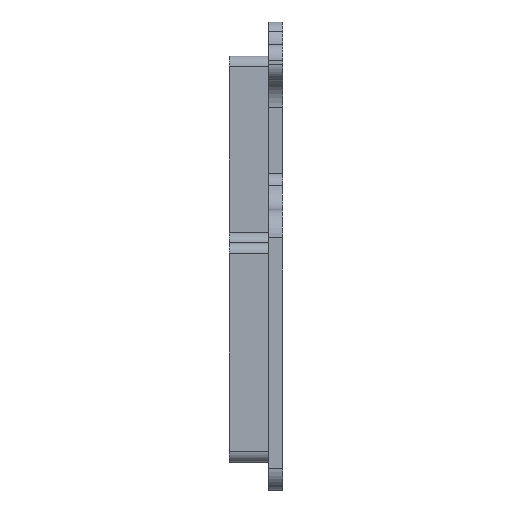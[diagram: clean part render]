
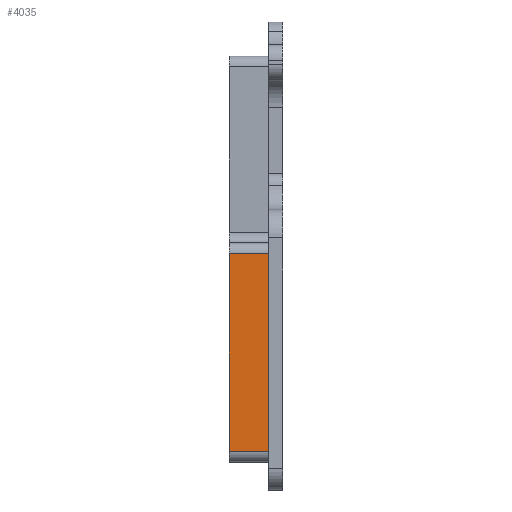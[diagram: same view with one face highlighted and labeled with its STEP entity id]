
A CAD part, left-side view. The second image highlights one B-rep face of the part: STEP entity #4035.
In plain terms, the highlighted planar face has unit normal (-1, 0, 0).
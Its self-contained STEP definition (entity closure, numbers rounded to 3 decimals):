
#164 = PLANE ( 'NONE',  #555 ) ;
#418 = LINE ( 'NONE', #954, #1186 ) ;
#440 = VECTOR ( 'NONE', #5646, 1000. ) ;
#475 = CARTESIAN_POINT ( 'NONE',  ( -44.798, -7.944, 15.362 ) ) ;
#482 = DIRECTION ( 'NONE',  ( 0., 0., -1. ) ) ;
#555 = AXIS2_PLACEMENT_3D ( 'NONE', #2211, #3254, #5279 ) ;
#772 = VERTEX_POINT ( 'NONE', #2549 ) ;
#790 = EDGE_CURVE ( 'NONE', #3983, #5325, #1006, .T. ) ;
#954 = CARTESIAN_POINT ( 'NONE',  ( -44.798, -3.944, 15.362 ) ) ;
#1006 = LINE ( 'NONE', #3686, #440 ) ;
#1125 = CARTESIAN_POINT ( 'NONE',  ( -44.798, -3.944, -12.238 ) ) ;
#1186 = VECTOR ( 'NONE', #1494, 1000. ) ;
#1237 = CARTESIAN_POINT ( 'NONE',  ( -44.798, -2.444, -12.238 ) ) ;
#1494 = DIRECTION ( 'NONE',  ( 0., -1., 0. ) ) ;
#1689 = LINE ( 'NONE', #1125, #2804 ) ;
#2211 = CARTESIAN_POINT ( 'NONE',  ( -44.798, -3.944, 0. ) ) ;
#2261 = EDGE_LOOP ( 'NONE', ( #3788, #4446, #4691, #3676 ) ) ;
#2549 = CARTESIAN_POINT ( 'NONE',  ( -44.798, -7.944, -12.238 ) ) ;
#2557 = CARTESIAN_POINT ( 'NONE',  ( -44.798, -7.944, 0. ) ) ;
#2637 = DIRECTION ( 'NONE',  ( 0., -1., 0. ) ) ;
#2804 = VECTOR ( 'NONE', #2637, 1000. ) ;
#3079 = EDGE_CURVE ( 'NONE', #3983, #772, #1689, .T. ) ;
#3254 = DIRECTION ( 'NONE',  ( -1., 0., 0. ) ) ;
#3676 = ORIENTED_EDGE ( 'NONE', *, *, #3079, .T. ) ;
#3686 = CARTESIAN_POINT ( 'NONE',  ( -44.798, -2.444, 0. ) ) ;
#3788 = ORIENTED_EDGE ( 'NONE', *, *, #4606, .F. ) ;
#3983 = VERTEX_POINT ( 'NONE', #1237 ) ;
#4035 = ADVANCED_FACE ( 'NONE', ( #4743 ), #164, .T. ) ;
#4446 = ORIENTED_EDGE ( 'NONE', *, *, #5883, .F. ) ;
#4606 = EDGE_CURVE ( 'NONE', #6227, #772, #5495, .T. ) ;
#4691 = ORIENTED_EDGE ( 'NONE', *, *, #790, .F. ) ;
#4743 = FACE_OUTER_BOUND ( 'NONE', #2261, .T. ) ;
#5279 = DIRECTION ( 'NONE',  ( 0., 0., 1. ) ) ;
#5325 = VERTEX_POINT ( 'NONE', #6281 ) ;
#5495 = LINE ( 'NONE', #2557, #6027 ) ;
#5646 = DIRECTION ( 'NONE',  ( 0., 0., 1. ) ) ;
#5883 = EDGE_CURVE ( 'NONE', #5325, #6227, #418, .T. ) ;
#6027 = VECTOR ( 'NONE', #482, 1000. ) ;
#6227 = VERTEX_POINT ( 'NONE', #475 ) ;
#6281 = CARTESIAN_POINT ( 'NONE',  ( -44.798, -2.444, 15.362 ) ) ;
